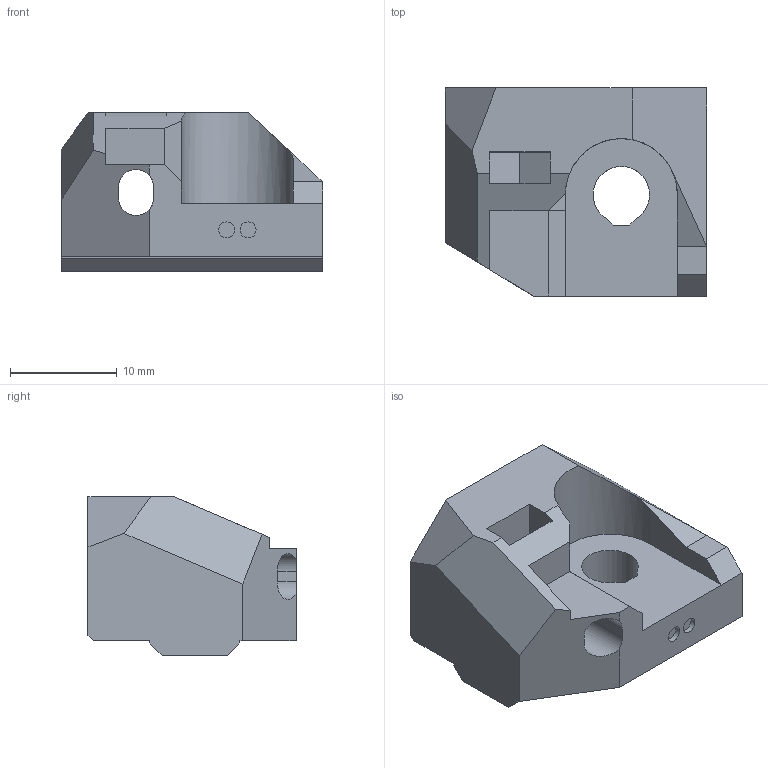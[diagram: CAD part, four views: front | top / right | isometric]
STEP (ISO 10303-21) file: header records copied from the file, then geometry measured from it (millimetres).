
FILE_DESCRIPTION(/* description */ (''),/* implementation_level */ '2;1');
FILE_NAME(/* name */ 'psu_lower_mount.step',/* time_stamp */ '2018-02-13T21:15:53+01:00',/* author */ ('gregsaun'),/* organization */ (''),/* preprocessor_version */ 'ST-DEVELOPER v16.13',/* originating_system */ 'Autodesk Translation Framework v6.5.0.72',/* authorisation */ '');
FILE_SCHEMA (('AUTOMOTIVE_DESIGN { 1 0 10303 214 3 1 1 }'));
Length unit declared in the file: millimetre
Products named in the file (1): psu_lower_mount
Bounding box: 24.5 x 19.5 x 14.9 mm (x, y, z)
Volume: 3855.8 mm3; surface area: 2369.1 mm2
Topology: 1 solids, 5 shells, 93 faces, 238 edges, 155 vertices
Faces by surface type: plane 81, cylinder 8, cone 3, bspline 1
Full cylindrical faces by diameter (mm): 1.5 x2
Entity records: 2831 total; most frequent: CARTESIAN_POINT 514, ORIENTED_EDGE 476, DIRECTION 447, EDGE_CURVE 238, LINE 209, VECTOR 209, VERTEX_POINT 155, AXIS2_PLACEMENT_3D 119
